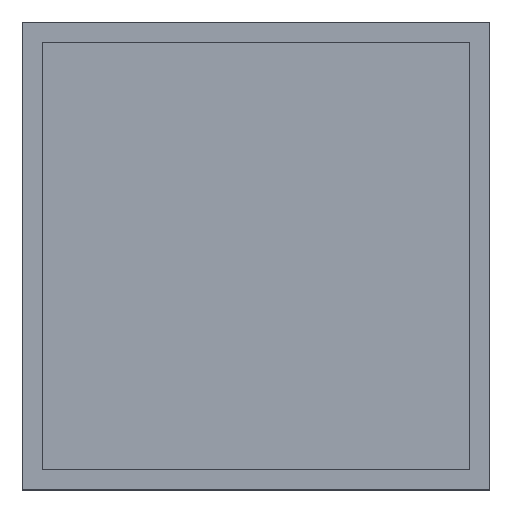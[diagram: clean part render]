
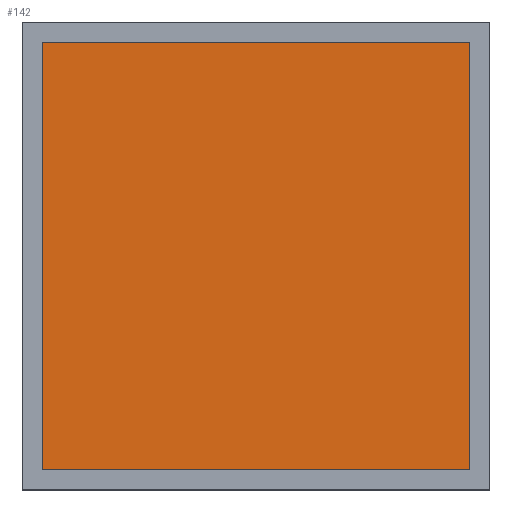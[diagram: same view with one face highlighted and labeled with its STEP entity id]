
A CAD part, top view. The second image highlights one B-rep face of the part: STEP entity #142.
In plain terms, the highlighted planar face has unit normal (0, 0, 1).
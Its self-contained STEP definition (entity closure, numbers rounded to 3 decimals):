
#142 = ADVANCED_FACE( '', ( #198 ), #199, .T. );
#198 = FACE_OUTER_BOUND( '', #228, .T. );
#199 = PLANE( '', #229 );
#228 = EDGE_LOOP( '', ( #271, #272, #273, #274 ) );
#229 = AXIS2_PLACEMENT_3D( '', #275, #276, #277 );
#271 = ORIENTED_EDGE( '', *, *, #346, .T. );
#272 = ORIENTED_EDGE( '', *, *, #348, .T. );
#273 = ORIENTED_EDGE( '', *, *, #349, .T. );
#274 = ORIENTED_EDGE( '', *, *, #350, .T. );
#275 = CARTESIAN_POINT( '', ( -10.5, -10.5, 0.9 ) );
#276 = DIRECTION( '', ( 0., 0., 1. ) );
#277 = DIRECTION( '', ( 1., 0., 0. ) );
#346 = EDGE_CURVE( '', #373, #371, #374, .T. );
#348 = EDGE_CURVE( '', #371, #376, #377, .T. );
#349 = EDGE_CURVE( '', #376, #378, #379, .T. );
#350 = EDGE_CURVE( '', #378, #373, #380, .T. );
#371 = VERTEX_POINT( '', #392 );
#373 = VERTEX_POINT( '', #395 );
#374 = LINE( '', #396, #397 );
#376 = VERTEX_POINT( '', #400 );
#377 = LINE( '', #401, #402 );
#378 = VERTEX_POINT( '', #403 );
#379 = LINE( '', #404, #405 );
#380 = LINE( '', #406, #407 );
#392 = CARTESIAN_POINT( '', ( -10.5, -10.5, 0.9 ) );
#395 = CARTESIAN_POINT( '', ( -10.5, 10.5, 0.9 ) );
#396 = CARTESIAN_POINT( '', ( -10.5, 10.5, 0.9 ) );
#397 = VECTOR( '', #422, 1000. );
#400 = CARTESIAN_POINT( '', ( 10.5, -10.5, 0.9 ) );
#401 = CARTESIAN_POINT( '', ( -10.5, -10.5, 0.9 ) );
#402 = VECTOR( '', #424, 1000. );
#403 = CARTESIAN_POINT( '', ( 10.5, 10.5, 0.9 ) );
#404 = CARTESIAN_POINT( '', ( 10.5, -10.5, 0.9 ) );
#405 = VECTOR( '', #425, 1000. );
#406 = CARTESIAN_POINT( '', ( 10.5, 10.5, 0.9 ) );
#407 = VECTOR( '', #426, 1000. );
#422 = DIRECTION( '', ( 0., -1., 0. ) );
#424 = DIRECTION( '', ( 1., 0., 0. ) );
#425 = DIRECTION( '', ( 0., 1., 0. ) );
#426 = DIRECTION( '', ( -1., 0., 0. ) );
